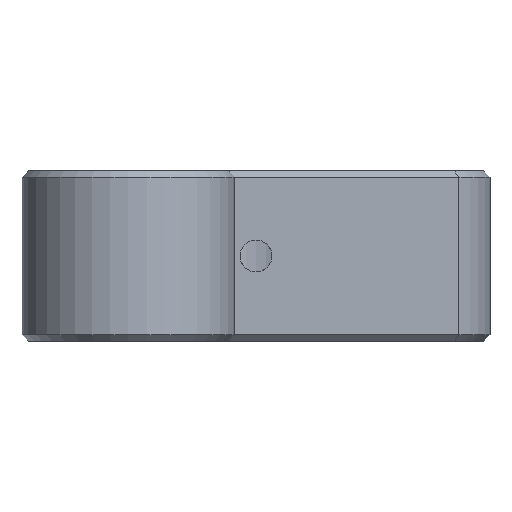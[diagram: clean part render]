
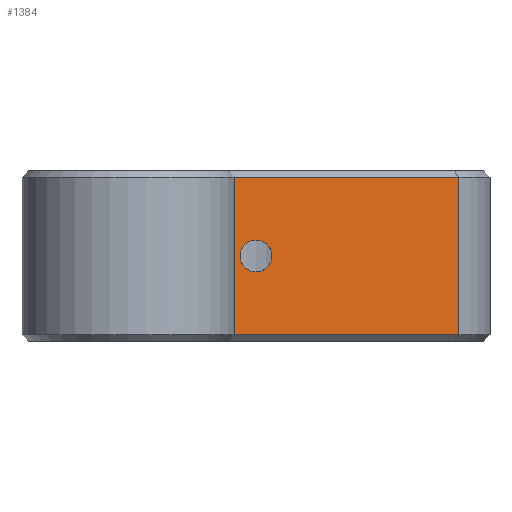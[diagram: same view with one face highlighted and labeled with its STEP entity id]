
A CAD part, front view. The second image highlights one B-rep face of the part: STEP entity #1384.
In plain terms, the highlighted planar face has unit normal (0.707, -0.707, 0).
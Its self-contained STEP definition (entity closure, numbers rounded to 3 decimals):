
#47 = VECTOR ( 'NONE', #1224, 1000. ) ;
#141 = CARTESIAN_POINT ( 'NONE',  ( -1., -8.071, -3.7 ) ) ;
#151 = ORIENTED_EDGE ( 'NONE', *, *, #564, .T. ) ;
#176 = ORIENTED_EDGE ( 'NONE', *, *, #1591, .T. ) ;
#258 = CARTESIAN_POINT ( 'NONE',  ( -1.5, -8.571, 0.75 ) ) ;
#279 = VERTEX_POINT ( 'NONE', #444 ) ;
#374 = LINE ( 'NONE', #1177, #1314 ) ;
#390 = CARTESIAN_POINT ( 'NONE',  ( -1., -8.071, 4. ) ) ;
#421 = LINE ( 'NONE', #2232, #47 ) ;
#444 = CARTESIAN_POINT ( 'NONE',  ( -1., -8.071, 3.7 ) ) ;
#449 = CARTESIAN_POINT ( 'NONE',  ( -1., -8.071, 3.7 ) ) ;
#468 = ORIENTED_EDGE ( 'NONE', *, *, #979, .T. ) ;
#486 = CARTESIAN_POINT ( 'NONE',  ( 9.536, 2.464, 3.7 ) ) ;
#564 = EDGE_CURVE ( 'NONE', #1128, #1395, #819, .T. ) ;
#667 = ORIENTED_EDGE ( 'NONE', *, *, #995, .T. ) ;
#702 = DIRECTION ( 'NONE',  ( 0., 0., -1. ) ) ;
#766 = DIRECTION ( 'NONE',  ( -0.707, 0.707, 0. ) ) ;
#815 = CARTESIAN_POINT ( 'NONE',  ( 0., -7.071, 0.75 ) ) ;
#819 = LINE ( 'NONE', #1425, #875 ) ;
#868 = VERTEX_POINT ( 'NONE', #815 ) ;
#874 = EDGE_CURVE ( 'NONE', #2514, #1395, #421, .T. ) ;
#875 = VECTOR ( 'NONE', #2438, 1000. ) ;
#907 = CARTESIAN_POINT ( 'NONE',  ( 9.536, 2.464, -3.7 ) ) ;
#972 = EDGE_LOOP ( 'NONE', ( #978, #151, #1834, #468 ) ) ;
#978 = ORIENTED_EDGE ( 'NONE', *, *, #1431, .T. ) ;
#979 = EDGE_CURVE ( 'NONE', #2514, #279, #1308, .T. ) ;
#987 = VECTOR ( 'NONE', #1869, 1000. ) ;
#995 = EDGE_CURVE ( 'NONE', #1936, #868, #1507, .T. ) ;
#1040 = CARTESIAN_POINT ( 'NONE',  ( 0., -7.071, -0.75 ) ) ;
#1075 = CARTESIAN_POINT ( 'NONE',  ( 0., -7.071, 0.75 ) ) ;
#1079 = CARTESIAN_POINT ( 'NONE',  ( 1.5, -5.571, -0.75 ) ) ;
#1128 = VERTEX_POINT ( 'NONE', #141 ) ;
#1177 = CARTESIAN_POINT ( 'NONE',  ( -1., -8.071, 4. ) ) ;
#1224 = DIRECTION ( 'NONE',  ( 0., 0., -1. ) ) ;
#1308 = LINE ( 'NONE', #449, #987 ) ;
#1314 = VECTOR ( 'NONE', #702, 1000. ) ;
#1320 =( BOUNDED_CURVE ( )  B_SPLINE_CURVE ( 3, ( #1486, #1708, #1079, #1502 ),
 .UNSPECIFIED., .F., .F. ) 
 B_SPLINE_CURVE_WITH_KNOTS ( ( 4, 4 ),
 ( 4.712, 7.854 ),
 .UNSPECIFIED. ) 
 CURVE ( )  GEOMETRIC_REPRESENTATION_ITEM ( )  RATIONAL_B_SPLINE_CURVE ( ( 1., 0.333, 0.333, 1. ) ) 
 REPRESENTATION_ITEM ( '' )  );
#1355 = AXIS2_PLACEMENT_3D ( 'NONE', #390, #766, #1357 ) ;
#1357 = DIRECTION ( 'NONE',  ( -0.707, -0.707, 0. ) ) ;
#1384 = ADVANCED_FACE ( 'NONE', ( #1575, #1788 ), #2324, .F. ) ;
#1395 = VERTEX_POINT ( 'NONE', #907 ) ;
#1425 = CARTESIAN_POINT ( 'NONE',  ( -1., -8.071, -3.7 ) ) ;
#1431 = EDGE_CURVE ( 'NONE', #279, #1128, #374, .T. ) ;
#1486 = CARTESIAN_POINT ( 'NONE',  ( 0., -7.071, 0.75 ) ) ;
#1502 = CARTESIAN_POINT ( 'NONE',  ( 0., -7.071, -0.75 ) ) ;
#1507 =( BOUNDED_CURVE ( )  B_SPLINE_CURVE ( 3, ( #2272, #2072, #258, #1075 ),
 .UNSPECIFIED., .F., .T. ) 
 B_SPLINE_CURVE_WITH_KNOTS ( ( 4, 4 ),
 ( 1.571, 4.712 ),
 .UNSPECIFIED. ) 
 CURVE ( )  GEOMETRIC_REPRESENTATION_ITEM ( )  RATIONAL_B_SPLINE_CURVE ( ( 1., 0.333, 0.333, 1. ) ) 
 REPRESENTATION_ITEM ( '' )  );
#1575 = FACE_BOUND ( 'NONE', #1928, .T. ) ;
#1591 = EDGE_CURVE ( 'NONE', #868, #1936, #1320, .T. ) ;
#1708 = CARTESIAN_POINT ( 'NONE',  ( 1.5, -5.571, 0.75 ) ) ;
#1788 = FACE_OUTER_BOUND ( 'NONE', #972, .T. ) ;
#1834 = ORIENTED_EDGE ( 'NONE', *, *, #874, .F. ) ;
#1869 = DIRECTION ( 'NONE',  ( -0.707, -0.707, 0. ) ) ;
#1928 = EDGE_LOOP ( 'NONE', ( #176, #667 ) ) ;
#1936 = VERTEX_POINT ( 'NONE', #1040 ) ;
#2072 = CARTESIAN_POINT ( 'NONE',  ( -1.5, -8.571, -0.75 ) ) ;
#2232 = CARTESIAN_POINT ( 'NONE',  ( 9.536, 2.464, 4. ) ) ;
#2272 = CARTESIAN_POINT ( 'NONE',  ( 0., -7.071, -0.75 ) ) ;
#2324 = PLANE ( 'NONE',  #1355 ) ;
#2438 = DIRECTION ( 'NONE',  ( 0.707, 0.707, 0. ) ) ;
#2514 = VERTEX_POINT ( 'NONE', #486 ) ;
